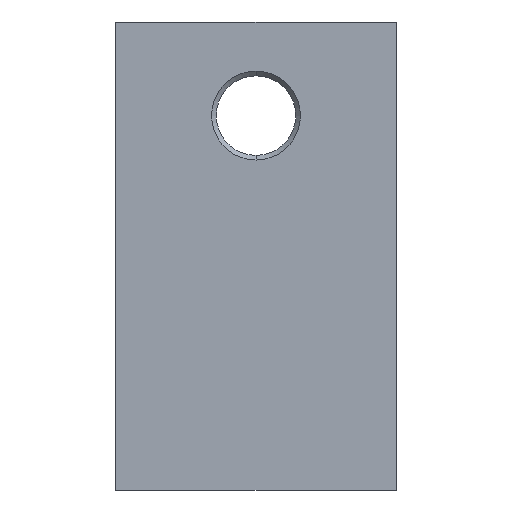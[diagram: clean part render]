
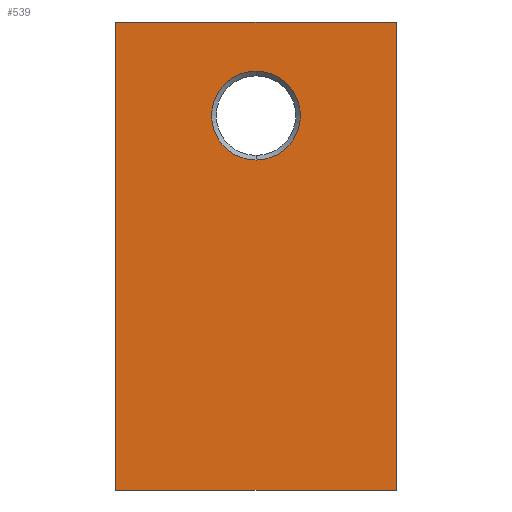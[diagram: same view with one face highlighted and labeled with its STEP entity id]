
A CAD part, front view. The second image highlights one B-rep face of the part: STEP entity #539.
In plain terms, the highlighted planar face has unit normal (0, -1, 0).
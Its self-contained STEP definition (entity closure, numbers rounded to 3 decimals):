
#11 = CARTESIAN_POINT ( 'NONE',  ( -15., 0., -25. ) ) ;
#47 = VECTOR ( 'NONE', #1060, 1000. ) ;
#70 = CARTESIAN_POINT ( 'NONE',  ( 0., 0., 10.25 ) ) ;
#80 = CARTESIAN_POINT ( 'NONE',  ( -15., 0., 25. ) ) ;
#89 = CARTESIAN_POINT ( 'NONE',  ( 15., 0., 25. ) ) ;
#96 = AXIS2_PLACEMENT_3D ( 'NONE', #591, #100, #1237 ) ;
#100 = DIRECTION ( 'NONE',  ( 0., 1., 0. ) ) ;
#162 = DIRECTION ( 'NONE',  ( -1., 0., 0. ) ) ;
#170 = DIRECTION ( 'NONE',  ( -1., 0., 0. ) ) ;
#215 = VECTOR ( 'NONE', #162, 1000. ) ;
#285 = EDGE_CURVE ( 'NONE', #769, #348, #327, .T. ) ;
#327 = LINE ( 'NONE', #89, #568 ) ;
#331 = CARTESIAN_POINT ( 'NONE',  ( 0., 0., 15. ) ) ;
#332 = ORIENTED_EDGE ( 'NONE', *, *, #1077, .T. ) ;
#334 = EDGE_LOOP ( 'NONE', ( #572, #1240, #932, #360 ) ) ;
#348 = VERTEX_POINT ( 'NONE', #80 ) ;
#360 = ORIENTED_EDGE ( 'NONE', *, *, #285, .T. ) ;
#418 = VERTEX_POINT ( 'NONE', #11 ) ;
#419 = CARTESIAN_POINT ( 'NONE',  ( 15., 0., 25. ) ) ;
#422 = CARTESIAN_POINT ( 'NONE',  ( 15., 0., 25. ) ) ;
#431 = CIRCLE ( 'NONE', #494, 4.75 ) ;
#451 = DIRECTION ( 'NONE',  ( 0., 0., 1. ) ) ;
#457 = VECTOR ( 'NONE', #1182, 1000. ) ;
#494 = AXIS2_PLACEMENT_3D ( 'NONE', #331, #1063, #1170 ) ;
#514 = CARTESIAN_POINT ( 'NONE',  ( 0., 0., 19.75 ) ) ;
#539 = ADVANCED_FACE ( 'NONE', ( #1130, #846 ), #1353, .F. ) ;
#568 = VECTOR ( 'NONE', #170, 1000. ) ;
#572 = ORIENTED_EDGE ( 'NONE', *, *, #1038, .T. ) ;
#591 = CARTESIAN_POINT ( 'NONE',  ( 15., 0., 25. ) ) ;
#594 = LINE ( 'NONE', #422, #47 ) ;
#702 = CIRCLE ( 'NONE', #745, 4.75 ) ;
#732 = LINE ( 'NONE', #867, #457 ) ;
#745 = AXIS2_PLACEMENT_3D ( 'NONE', #1185, #1075, #451 ) ;
#760 = EDGE_LOOP ( 'NONE', ( #1110, #332 ) ) ;
#762 = VERTEX_POINT ( 'NONE', #514 ) ;
#769 = VERTEX_POINT ( 'NONE', #419 ) ;
#778 = CARTESIAN_POINT ( 'NONE',  ( 15., 0., -25. ) ) ;
#784 = EDGE_CURVE ( 'NONE', #769, #1190, #594, .T. ) ;
#846 = FACE_OUTER_BOUND ( 'NONE', #334, .T. ) ;
#853 = LINE ( 'NONE', #778, #215 ) ;
#867 = CARTESIAN_POINT ( 'NONE',  ( -15., 0., 25. ) ) ;
#932 = ORIENTED_EDGE ( 'NONE', *, *, #784, .F. ) ;
#1012 = CARTESIAN_POINT ( 'NONE',  ( 15., 0., -25. ) ) ;
#1038 = EDGE_CURVE ( 'NONE', #348, #418, #732, .T. ) ;
#1060 = DIRECTION ( 'NONE',  ( 0., 0., -1. ) ) ;
#1063 = DIRECTION ( 'NONE',  ( 0., 1., 0. ) ) ;
#1075 = DIRECTION ( 'NONE',  ( 0., 1., 0. ) ) ;
#1077 = EDGE_CURVE ( 'NONE', #762, #1187, #702, .T. ) ;
#1107 = EDGE_CURVE ( 'NONE', #1187, #762, #431, .T. ) ;
#1110 = ORIENTED_EDGE ( 'NONE', *, *, #1107, .T. ) ;
#1130 = FACE_BOUND ( 'NONE', #760, .T. ) ;
#1170 = DIRECTION ( 'NONE',  ( 0., 0., 1. ) ) ;
#1182 = DIRECTION ( 'NONE',  ( 0., 0., -1. ) ) ;
#1185 = CARTESIAN_POINT ( 'NONE',  ( 0., 0., 15. ) ) ;
#1187 = VERTEX_POINT ( 'NONE', #70 ) ;
#1190 = VERTEX_POINT ( 'NONE', #1012 ) ;
#1237 = DIRECTION ( 'NONE',  ( 0., 0., 1. ) ) ;
#1240 = ORIENTED_EDGE ( 'NONE', *, *, #1373, .F. ) ;
#1353 = PLANE ( 'NONE',  #96 ) ;
#1373 = EDGE_CURVE ( 'NONE', #1190, #418, #853, .T. ) ;
